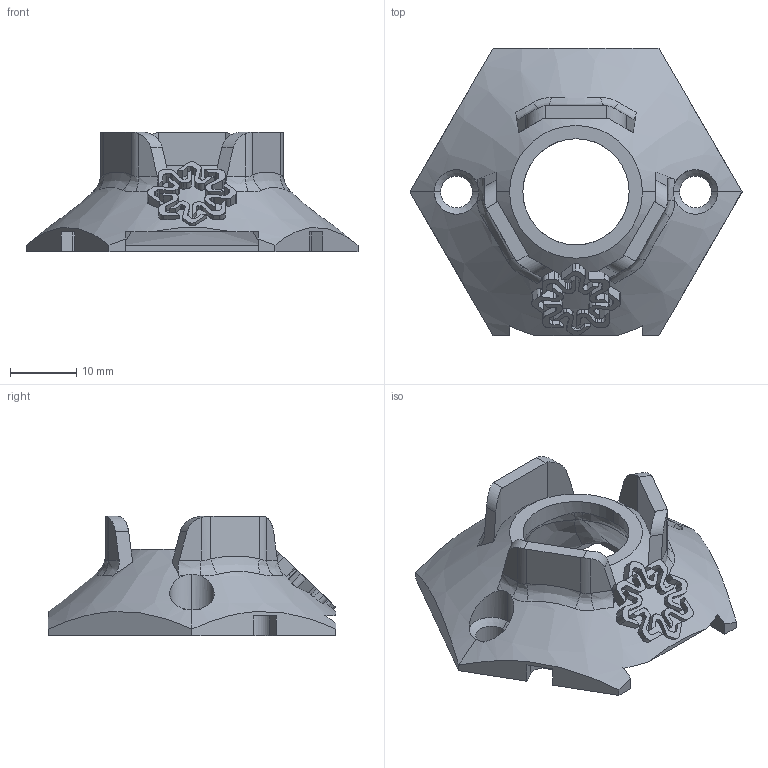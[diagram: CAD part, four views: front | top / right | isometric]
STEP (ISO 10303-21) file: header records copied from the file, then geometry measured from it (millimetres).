
FILE_DESCRIPTION (( 'STEP AP203' ), '1' );
FILE_NAME ('雷達車用鏡頭前蓋 - 科技風V2.STEP', '2023-09-12T03:40:33', ( '' ), ( '' ), 'SwSTEP 2.0', 'SolidWorks 2019', '' );
FILE_SCHEMA (( 'CONFIG_CONTROL_DESIGN' ));
Length unit declared in the file: millimetre
Products named in the file (1): 雷達車用鏡頭前蓋 - 科技風V2
Bounding box: 50 x 43.31 x 18 mm (x, y, z)
Volume: 8325.8 mm3; surface area: 5276.6 mm2
Topology: 1 solids, 1 shells, 292 faces, 826 edges, 541 vertices
Faces by surface type: plane 156, cylinder 99, bspline 31, cone 6
Entity records: 11159 total; most frequent: CARTESIAN_POINT 4132, ORIENTED_EDGE 1652, DIRECTION 1174, EDGE_CURVE 826, VERTEX_POINT 541, AXIS2_PLACEMENT_3D 395, LINE 384, VECTOR 384
